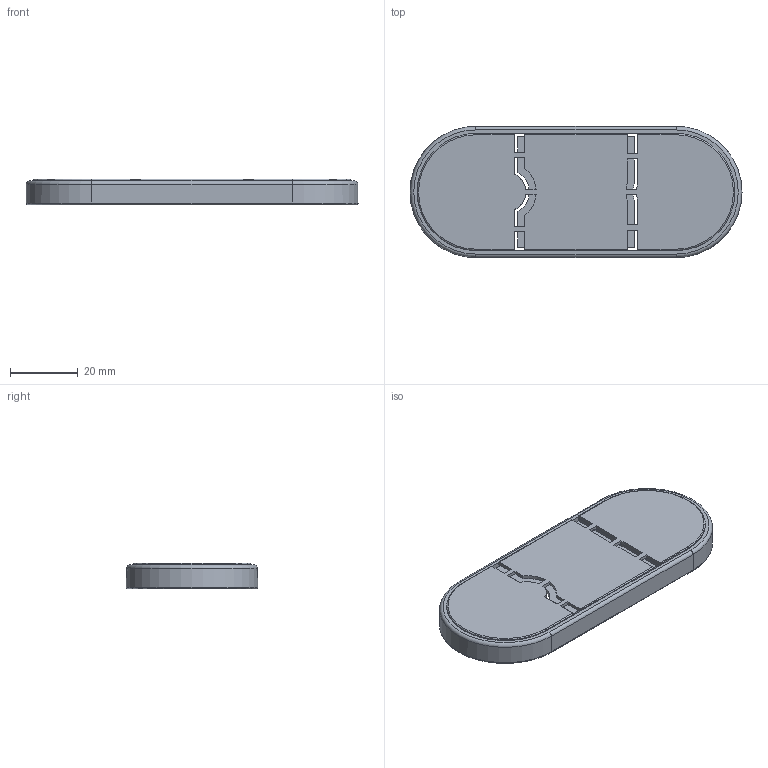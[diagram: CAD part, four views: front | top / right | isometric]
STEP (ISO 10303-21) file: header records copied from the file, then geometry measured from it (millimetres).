
FILE_DESCRIPTION((''),'2;1');
FILE_NAME('ZIPPY_SHELL06_ASM_ASM_ASM','2024-12-18T10:08:48',('HR'),(''),'CREO PARAMETRIC BY PTC INC, 2019010','CREO PARAMETRIC BY PTC INC, 2019010','');
FILE_SCHEMA(('AUTOMOTIVE_DESIGN { 1 0 10303 214 1 1 1 1 }'));
Length unit declared in the file: millimetre
Products named in the file (5): 0-00_59; 0-000_9; ZIPPY_SHELL06_ASM_13_ASM_63_ASM; ZIPPY_SHELL06_ASM_ASM_18_ASM; ZIPPY_SHELL06_ASM_ASM_ASM
Assembly tree (4 placements, depth 4):
  ZIPPY_SHELL06_ASM_ASM_ASM
    ZIPPY_SHELL06_ASM_ASM_18_ASM
      ZIPPY_SHELL06_ASM_13_ASM_63_ASM
        0-00_59
        0-000_9
Bounding box: 97.72 x 38.72 x 7.5 mm (x, y, z)
Volume: 10162.1 mm3; surface area: 17183.1 mm2
Topology: 2 solids, 2 shells, 282 faces, 840 edges, 554 vertices
Faces by surface type: plane 172, cylinder 86, cone 18, torus 6
Entity records: 12380 total; most frequent: CARTESIAN_POINT 1839, ORIENTED_EDGE 1680, DIRECTION 1598, PRESENTATION_STYLE_ASSIGNMENT 842, STYLED_ITEM 842, CURVE_STYLE 840, EDGE_CURVE 840, VECTOR 566
